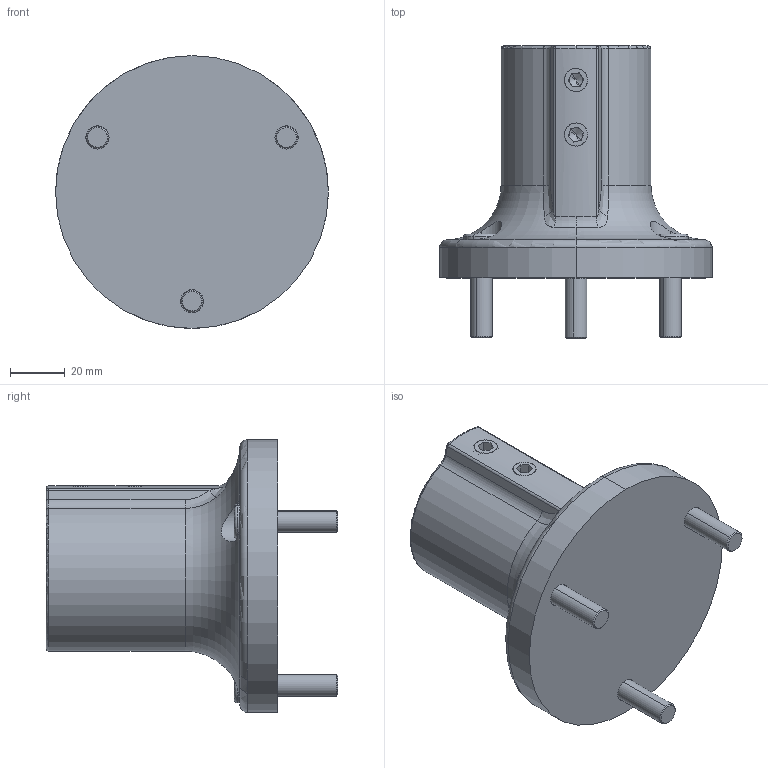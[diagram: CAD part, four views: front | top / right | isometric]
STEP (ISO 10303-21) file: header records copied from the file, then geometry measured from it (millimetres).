
FILE_DESCRIPTION (( 'STEP AP214' ), '1' );
FILE_NAME ('AL-SPS.BA40.R Îñíîâàíèå êðóãëîå ñáîðêà.STEP', '2026-03-10T13:00:15', ( '' ), ( '' ), 'SwSTEP 2.0', 'SolidWorks 2021', '' );
FILE_SCHEMA (( 'AUTOMOTIVE_DESIGN' ));
Length unit declared in the file: millimetre
Products named in the file (4): AL-SPS.BA40.R Îñíîâàíèå êðóãëîå; hexagon socket head cap screws gb_GB_FASTENER_SCREWS_HSHCS M8X30-C; hex socket set screws with flat point gb_GB_FASTENER_SCREWS_HSFP M10X12-C; AL-SPS.BA40.R Îñíîâàíèå êðóãëîå ñáîðêà
Assembly tree (6 placements, depth 2):
  AL-SPS.BA40.R Îñíîâàíèå êðóãëîå ñáîðêà
    AL-SPS.BA40.R Îñíîâàíèå êðóãëîå
    hexagon socket head cap screws gb_GB_FASTENER_SCREWS_HSHCS M8X30-C  x3
    hex socket set screws with flat point gb_GB_FASTENER_SCREWS_HSFP M10X12-C  x2
Bounding box: 100 x 107 x 100 mm (x, y, z)
Volume: 246710.1 mm3; surface area: 43989.3 mm2
Topology: 6 solids, 6 shells, 175 faces, 408 edges, 242 vertices
Faces by surface type: plane 81, cylinder 45, cone 24, torus 13, bspline 10, sphere 2
Entity records: 3879 total; most frequent: CARTESIAN_POINT 1335, DIRECTION 529, ORIENTED_EDGE 484, EDGE_CURVE 242, AXIS2_PLACEMENT_3D 215, VERTEX_POINT 147, EDGE_LOOP 115, CIRCLE 109
